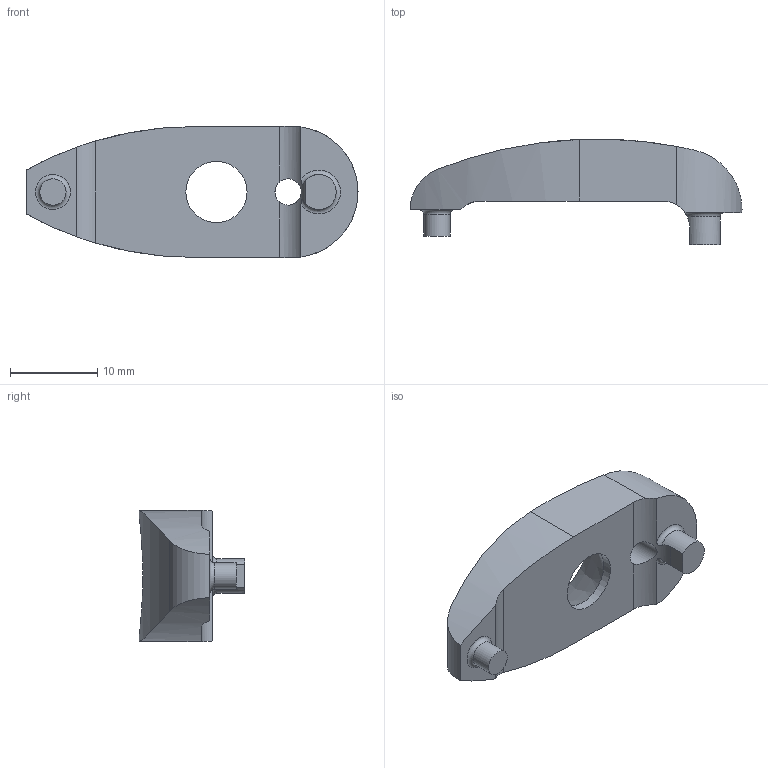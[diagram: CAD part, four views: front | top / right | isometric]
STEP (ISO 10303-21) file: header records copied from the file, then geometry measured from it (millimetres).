
FILE_DESCRIPTION (( 'STEP AP214' ), '1' );
FILE_NAME ('WCC.ER3.102.029.STEP', '2020-09-23T07:23:59', ( '' ), ( '' ), 'SwSTEP 2.0', 'SolidWorks 2017', '' );
FILE_SCHEMA (( 'AUTOMOTIVE_DESIGN' ));
Length unit declared in the file: millimetre
Products named in the file (1): WCC.ER3.102.029
Bounding box: 38 x 12.09 x 15 mm (x, y, z)
Volume: 2501.8 mm3; surface area: 1682.3 mm2
Topology: 1 solids, 1 shells, 23 faces, 65 edges, 44 vertices
Faces by surface type: cylinder 12, plane 8, torus 2, cone 1
Full cylindrical faces by diameter (mm): 3 x2, 7 x1
Entity records: 1012 total; most frequent: CARTESIAN_POINT 436, ORIENTED_EDGE 112, DIRECTION 103, EDGE_CURVE 56, AXIS2_PLACEMENT_3D 42, VERTEX_POINT 40, EDGE_LOOP 32, FACE_OUTER_BOUND 27
